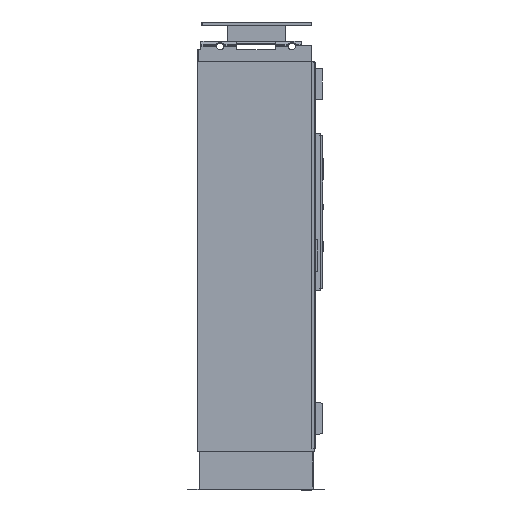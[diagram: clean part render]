
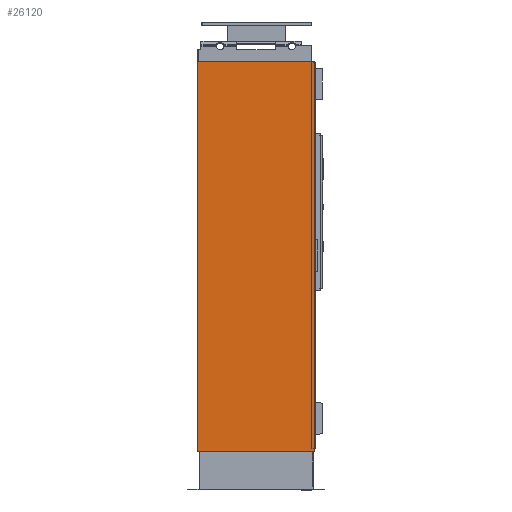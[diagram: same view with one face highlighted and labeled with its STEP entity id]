
A CAD part, left-side view. The second image highlights one B-rep face of the part: STEP entity #26120.
In plain terms, the highlighted planar face has unit normal (-1, 0, 0).
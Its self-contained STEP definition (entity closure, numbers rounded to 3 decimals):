
#26120=ADVANCED_FACE('',(#32543),#29354,.T.);
#29354=PLANE('',#96208);
#32543=FACE_OUTER_BOUND('',#37450,.T.);
#37450=EDGE_LOOP('',(#55229,#55230,#55231,#55232));
#55229=ORIENTED_EDGE('',*,*,#73932,.F.);
#55230=ORIENTED_EDGE('',*,*,#73933,.T.);
#55231=ORIENTED_EDGE('',*,*,#73934,.F.);
#55232=ORIENTED_EDGE('',*,*,#73935,.F.);
#64649=VERTEX_POINT('',#140451);
#64650=VERTEX_POINT('',#140453);
#64651=VERTEX_POINT('',#140457);
#64652=VERTEX_POINT('',#140459);
#73932=EDGE_CURVE('',#64650,#64649,#82386,.T.);
#73933=EDGE_CURVE('',#64650,#64651,#82387,.T.);
#73934=EDGE_CURVE('',#64652,#64651,#82388,.T.);
#73935=EDGE_CURVE('',#64649,#64652,#82389,.T.);
#82386=LINE('',#140454,#90738);
#82387=LINE('',#140456,#90739);
#82388=LINE('',#140458,#90740);
#82389=LINE('',#140460,#90741);
#90738=VECTOR('',#111894,1.);
#90739=VECTOR('',#111897,1.);
#90740=VECTOR('',#111898,1.);
#90741=VECTOR('',#111899,1.);
#96208=AXIS2_PLACEMENT_3D('',#140461,#111900,#111901);
#111894=DIRECTION('',(0.,-1.,0.));
#111897=DIRECTION('',(0.,0.,-1.));
#111898=DIRECTION('',(0.,1.,0.));
#111899=DIRECTION('',(0.,0.,-1.));
#111900=DIRECTION('',(-1.,0.,0.));
#111901=DIRECTION('',(0.,0.,1.));
#140451=CARTESIAN_POINT('',(-1950.,0.,1899.5));
#140453=CARTESIAN_POINT('',(-1950.,600.,1899.5));
#140454=CARTESIAN_POINT('',(-1950.,600.,1899.5));
#140456=CARTESIAN_POINT('',(-1950.,600.,0.));
#140457=CARTESIAN_POINT('',(-1950.,600.,-100.));
#140458=CARTESIAN_POINT('',(-1950.,600.,-100.));
#140459=CARTESIAN_POINT('',(-1950.,0.,-100.));
#140460=CARTESIAN_POINT('',(-1950.,0.,0.));
#140461=CARTESIAN_POINT('',(-1950.,600.,1900.));
